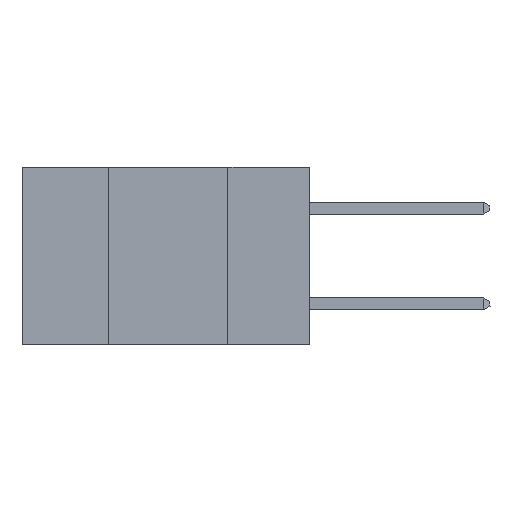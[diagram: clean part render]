
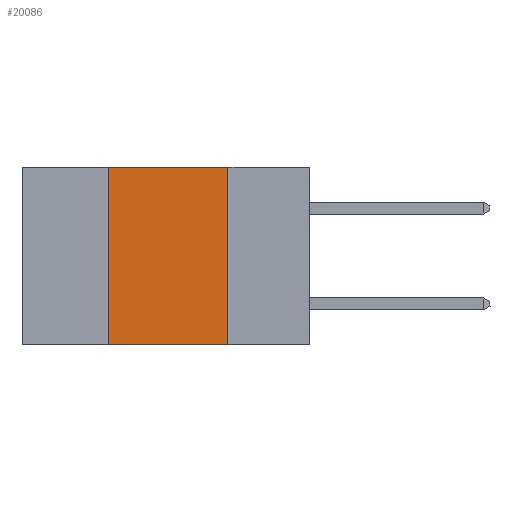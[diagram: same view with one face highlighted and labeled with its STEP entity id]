
A CAD part, left-side view. The second image highlights one B-rep face of the part: STEP entity #20086.
In plain terms, the highlighted planar face has unit normal (-1, 0, 0).
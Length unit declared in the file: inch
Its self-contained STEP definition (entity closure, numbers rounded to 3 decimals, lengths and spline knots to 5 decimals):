
#240 = EDGE_CURVE ( 'NONE', #13652, #13926, #22712, .T. ) ;
#349 = CARTESIAN_POINT ( 'NONE',  ( 0., 0.6, 0. ) ) ;
#580 = DIRECTION ( 'NONE',  ( 0., -1., 0. ) ) ;
#888 = DIRECTION ( 'NONE',  ( 1., 0., 0. ) ) ;
#2052 = CARTESIAN_POINT ( 'NONE',  ( 0., 0.17, -0.37 ) ) ;
#3607 = CARTESIAN_POINT ( 'NONE',  ( 0., 0.17, 0. ) ) ;
#4440 = DIRECTION ( 'NONE',  ( 0., 0., 1. ) ) ;
#4457 = CARTESIAN_POINT ( 'NONE',  ( 0., 0.42, 0. ) ) ;
#5052 = VECTOR ( 'NONE', #4440, 39.37008 ) ;
#5178 = LINE ( 'NONE', #349, #14095 ) ;
#5688 = EDGE_CURVE ( 'NONE', #10370, #16503, #7438, .T. ) ;
#6413 = CARTESIAN_POINT ( 'NONE',  ( 0., 0.6, 0. ) ) ;
#6457 = EDGE_CURVE ( 'NONE', #13652, #16503, #21972, .T. ) ;
#7438 = LINE ( 'NONE', #3607, #10545 ) ;
#7961 = VECTOR ( 'NONE', #580, 39.37008 ) ;
#8183 = ORIENTED_EDGE ( 'NONE', *, *, #5688, .F. ) ;
#8654 = AXIS2_PLACEMENT_3D ( 'NONE', #6413, #888, #13567 ) ;
#8783 = ORIENTED_EDGE ( 'NONE', *, *, #18482, .F. ) ;
#10370 = VERTEX_POINT ( 'NONE', #20197 ) ;
#10545 = VECTOR ( 'NONE', #21300, 39.37008 ) ;
#11312 = DIRECTION ( 'NONE',  ( 0., -1., 0. ) ) ;
#11432 = CARTESIAN_POINT ( 'NONE',  ( 0., 0.42, -0.37 ) ) ;
#11817 = PLANE ( 'NONE',  #8654 ) ;
#12482 = CARTESIAN_POINT ( 'NONE',  ( 0., 0.42, 0. ) ) ;
#13438 = ORIENTED_EDGE ( 'NONE', *, *, #240, .F. ) ;
#13567 = DIRECTION ( 'NONE',  ( 0., 0., -1. ) ) ;
#13652 = VERTEX_POINT ( 'NONE', #11432 ) ;
#13926 = VERTEX_POINT ( 'NONE', #12482 ) ;
#14095 = VECTOR ( 'NONE', #11312, 39.37008 ) ;
#16503 = VERTEX_POINT ( 'NONE', #2052 ) ;
#18481 = CARTESIAN_POINT ( 'NONE',  ( 0., 0.6, -0.37 ) ) ;
#18482 = EDGE_CURVE ( 'NONE', #13926, #10370, #5178, .T. ) ;
#20086 = ADVANCED_FACE ( 'NONE', ( #20301 ), #11817, .F. ) ;
#20197 = CARTESIAN_POINT ( 'NONE',  ( 0., 0.17, 0. ) ) ;
#20301 = FACE_OUTER_BOUND ( 'NONE', #22520, .T. ) ;
#21300 = DIRECTION ( 'NONE',  ( 0., 0., -1. ) ) ;
#21972 = LINE ( 'NONE', #18481, #7961 ) ;
#22520 = EDGE_LOOP ( 'NONE', ( #8183, #8783, #13438, #22733 ) ) ;
#22712 = LINE ( 'NONE', #4457, #5052 ) ;
#22733 = ORIENTED_EDGE ( 'NONE', *, *, #6457, .T. ) ;
